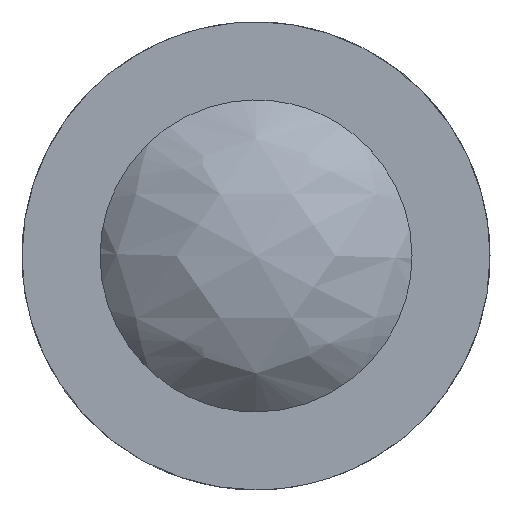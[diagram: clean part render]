
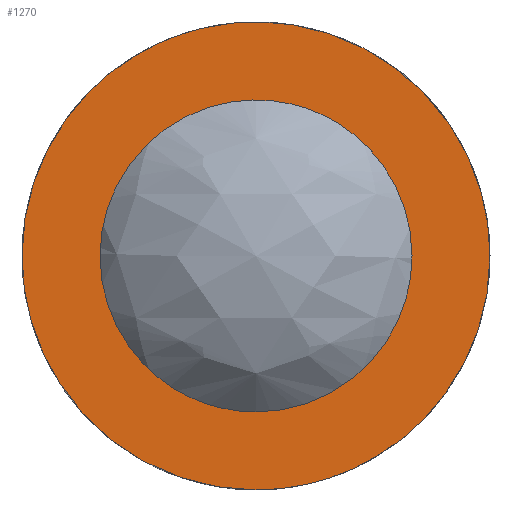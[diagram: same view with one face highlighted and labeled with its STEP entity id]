
A CAD part, left-side view. The second image highlights one B-rep face of the part: STEP entity #1270.
In plain terms, the highlighted free-form (B-spline) face has degree [1, 1] with [2, 2] control points.
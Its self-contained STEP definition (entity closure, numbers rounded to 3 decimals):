
#120 = CARTESIAN_POINT ('', (0., 0., -25.));
#130 = VERTEX_POINT ('', #120);
#190 = CARTESIAN_POINT ('', (0., -25., 0.));
#200 = VERTEX_POINT ('', #190);
#210 = CARTESIAN_POINT ('', (0., 0., -25.));
#220 = CARTESIAN_POINT ('', (0., -12.5, -25.));
#230 = CARTESIAN_POINT ('', (0., -25., -16.667));
#240 = CARTESIAN_POINT ('', (0., -25., 0.));
#250 = (
   BOUNDED_CURVE ()
   B_SPLINE_CURVE (3, (#210, #220, #230, #240), .UNSPECIFIED., .F., .U.)
   B_SPLINE_CURVE_WITH_KNOTS ((4, 4), (0., 1.), .UNSPECIFIED.)
   CURVE ()
   GEOMETRIC_REPRESENTATION_ITEM ()
   RATIONAL_B_SPLINE_CURVE ((1., 0.667, 0.5, 0.5))
   REPRESENTATION_ITEM ('')
);
#260 = EDGE_CURVE ('', #130, #200, #250, .T.);
#280 = CARTESIAN_POINT ('', (0., 25., 0.));
#290 = VERTEX_POINT ('', #280);
#300 = CARTESIAN_POINT ('', (0., -25., 0.));
#310 = CARTESIAN_POINT ('', (0., -25., 16.667));
#320 = CARTESIAN_POINT ('', (0., -12.5, 25.));
#330 = CARTESIAN_POINT ('', (0., 0., 25.));
#340 = CARTESIAN_POINT ('', (0., 12.5, 25.));
#350 = CARTESIAN_POINT ('', (0., 25., 16.667));
#360 = CARTESIAN_POINT ('', (0., 25., 0.));
#370 = (
   BOUNDED_CURVE ()
   B_SPLINE_CURVE (3, (#300, #310, #320, #330, #340, #350, #360), .UNSPECIFIED., .F., .U.)
   B_SPLINE_CURVE_WITH_KNOTS ((4, 3, 4), (0., 0.5, 1.), .UNSPECIFIED.)
   CURVE ()
   GEOMETRIC_REPRESENTATION_ITEM ()
   RATIONAL_B_SPLINE_CURVE ((0.5, 0.5, 0.667, 1., 0.667, 0.5, 0.5))
   REPRESENTATION_ITEM ('')
);
#380 = EDGE_CURVE ('', #200, #290, #370, .T.);
#400 = CARTESIAN_POINT ('', (0., 25., 0.));
#410 = CARTESIAN_POINT ('', (0., 25., -16.667));
#420 = CARTESIAN_POINT ('', (0., 12.5, -25.));
#430 = CARTESIAN_POINT ('', (0., 0., -25.));
#440 = (
   BOUNDED_CURVE ()
   B_SPLINE_CURVE (3, (#400, #410, #420, #430), .UNSPECIFIED., .F., .U.)
   B_SPLINE_CURVE_WITH_KNOTS ((4, 4), (0., 1.), .UNSPECIFIED.)
   CURVE ()
   GEOMETRIC_REPRESENTATION_ITEM ()
   RATIONAL_B_SPLINE_CURVE ((0.5, 0.5, 0.667, 1.))
   REPRESENTATION_ITEM ('')
);
#450 = EDGE_CURVE ('', #290, #130, #440, .T.);
#850 = CARTESIAN_POINT ('', (0., 0., -37.5));
#860 = VERTEX_POINT ('', #850);
#870 = CARTESIAN_POINT ('', (0., 37.5, 0.));
#880 = VERTEX_POINT ('', #870);
#890 = CARTESIAN_POINT ('', (0., 0., -37.5));
#900 = CARTESIAN_POINT ('', (0., 18.75, -37.5));
#910 = CARTESIAN_POINT ('', (0., 37.5, -25.));
#920 = CARTESIAN_POINT ('', (0., 37.5, 0.));
#930 = (
   BOUNDED_CURVE ()
   B_SPLINE_CURVE (3, (#890, #900, #910, #920), .UNSPECIFIED., .F., .U.)
   B_SPLINE_CURVE_WITH_KNOTS ((4, 4), (0., 1.), .UNSPECIFIED.)
   CURVE ()
   GEOMETRIC_REPRESENTATION_ITEM ()
   RATIONAL_B_SPLINE_CURVE ((1., 0.667, 0.5, 0.5))
   REPRESENTATION_ITEM ('')
);
#940 = EDGE_CURVE ('', #860, #880, #930, .T.);
#950 = ORIENTED_EDGE ('', *, *, #940, .F.);
#960 = CARTESIAN_POINT ('', (0., -37.5, 0.));
#970 = VERTEX_POINT ('', #960);
#980 = CARTESIAN_POINT ('', (0., -37.5, 0.));
#990 = CARTESIAN_POINT ('', (0., -37.5, -25.));
#1000 = CARTESIAN_POINT ('', (0., -18.75, -37.5));
#1010 = CARTESIAN_POINT ('', (0., 0., -37.5));
#1020 = (
   BOUNDED_CURVE ()
   B_SPLINE_CURVE (3, (#980, #990, #1000, #1010), .UNSPECIFIED., .F., .U.)
   B_SPLINE_CURVE_WITH_KNOTS ((4, 4), (0., 1.), .UNSPECIFIED.)
   CURVE ()
   GEOMETRIC_REPRESENTATION_ITEM ()
   RATIONAL_B_SPLINE_CURVE ((0.5, 0.5, 0.667, 1.))
   REPRESENTATION_ITEM ('')
);
#1030 = EDGE_CURVE ('', #970, #860, #1020, .T.);
#1040 = ORIENTED_EDGE ('', *, *, #1030, .F.);
#1050 = CARTESIAN_POINT ('', (0., 37.5, 0.));
#1060 = CARTESIAN_POINT ('', (0., 37.5, 25.));
#1070 = CARTESIAN_POINT ('', (0., 18.75, 37.5));
#1080 = CARTESIAN_POINT ('', (0., 0., 37.5));
#1090 = CARTESIAN_POINT ('', (0., -18.75, 37.5));
#1100 = CARTESIAN_POINT ('', (0., -37.5, 25.));
#1110 = CARTESIAN_POINT ('', (0., -37.5, 0.));
#1120 = (
   BOUNDED_CURVE ()
   B_SPLINE_CURVE (3, (#1050, #1060, #1070, #1080, #1090, #1100, #1110), .UNSPECIFIED., .F., .U.)
   B_SPLINE_CURVE_WITH_KNOTS ((4, 3, 4), (0., 0.5, 1.), .UNSPECIFIED.)
   CURVE ()
   GEOMETRIC_REPRESENTATION_ITEM ()
   RATIONAL_B_SPLINE_CURVE ((0.5, 0.5, 0.667, 1., 0.667, 0.5, 0.5))
   REPRESENTATION_ITEM ('')
);
#1130 = EDGE_CURVE ('', #880, #970, #1120, .T.);
#1140 = ORIENTED_EDGE ('', *, *, #1130, .F.);
#1150 = EDGE_LOOP ('', (#950, #1040, #1140));
#1160 = FACE_OUTER_BOUND ('', #1150, .T.);
#1170 = ORIENTED_EDGE ('', *, *, #260, .F.);
#1180 = ORIENTED_EDGE ('', *, *, #450, .F.);
#1190 = ORIENTED_EDGE ('', *, *, #380, .F.);
#1200 = EDGE_LOOP ('', (#1170, #1180, #1190));
#1210 = FACE_BOUND ('', #1200, .T.);
#1220 = CARTESIAN_POINT ('', (0., -37.95, 37.95));
#1230 = CARTESIAN_POINT ('', (0., -37.95, -37.95));
#1240 = CARTESIAN_POINT ('', (0., 37.95, 37.95));
#1250 = CARTESIAN_POINT ('', (0., 37.95, -37.95));
#1260 = B_SPLINE_SURFACE_WITH_KNOTS ('', 1, 1, ((#1220, #1230), (#1240, #1250)), .UNSPECIFIED., .F., .F., .U., (2, 2), (2, 2), (0., 1.), (0., 1.), .UNSPECIFIED.);
#1270 = ADVANCED_FACE ('', (#1160, #1210), #1260, .T.);
